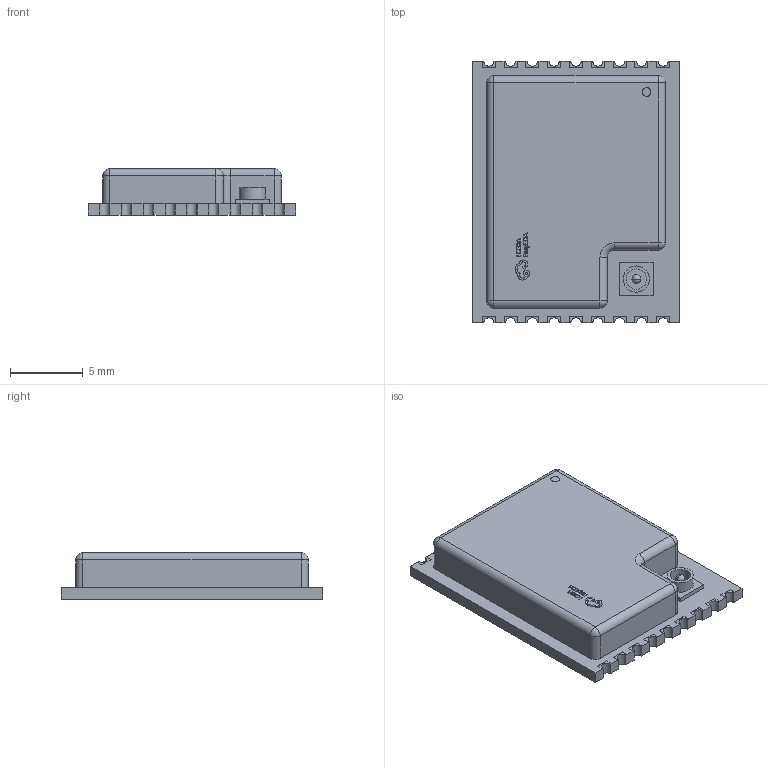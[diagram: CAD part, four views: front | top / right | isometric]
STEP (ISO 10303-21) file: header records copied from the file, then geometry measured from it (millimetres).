
FILE_DESCRIPTION (( 'STEP AP214' ), '1' );
FILE_NAME ('WIFI-SMD_L18.0-W14.3_ESP32-C3-WROOM-02U-N4.step', '2022-07-15T04:51:21', ( '' ), ( '' ), 'SwSTEP 2.0', 'SolidWorks 2020', '' );
FILE_SCHEMA (( 'AUTOMOTIVE_DESIGN' ));
Length unit declared in the file: millimetre
Products named in the file (1): WIFI-SMD_L18.0-W14.3_ESP32-C3-WROOM-02U-N4
Bounding box: 14.3 x 18 x 3.21 mm (x, y, z)
Volume: 636.4 mm3; surface area: 701.3 mm2
Topology: 14 solids, 14 shells, 565 faces, 1536 edges, 1014 vertices
Faces by surface type: plane 407, bspline 112, cylinder 38, sphere 7, torus 1
Entity records: 25118 total; most frequent: CARTESIAN_POINT 5209, ORIENTED_EDGE 3054, DIRECTION 2286, EDGE_CURVE 1527, LINE 1220, VECTOR 1220, VERTEX_POINT 1012, EDGE_LOOP 599
